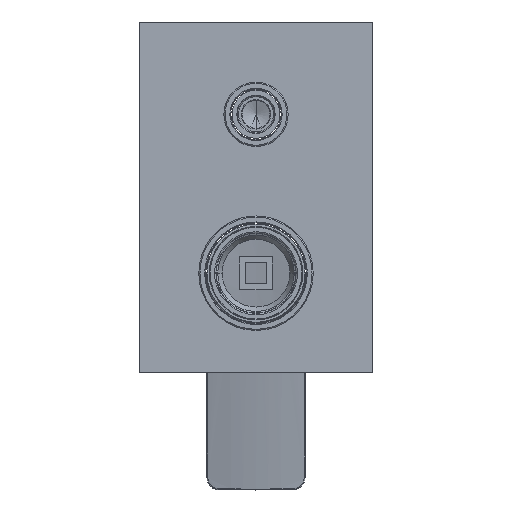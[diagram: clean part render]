
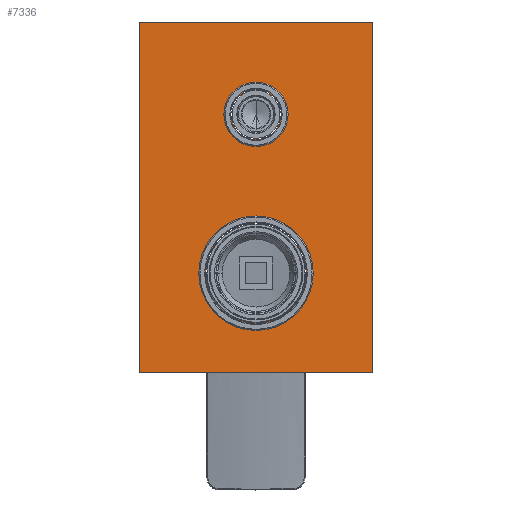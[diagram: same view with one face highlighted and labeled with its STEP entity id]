
A CAD part, front view. The second image highlights one B-rep face of the part: STEP entity #7336.
In plain terms, the highlighted face is planar.
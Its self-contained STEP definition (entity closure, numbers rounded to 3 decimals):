
#7173=CARTESIAN_POINT('',(0.,0.,0.));
#7174=DIRECTION('',(0.,0.,-1.));
#7175=DIRECTION('',(1.,0.,0.));
#7176=AXIS2_PLACEMENT_3D('',#7173,#7174,#7175);
#7178=CARTESIAN_POINT('',(0.,0.,0.));
#7179=DIRECTION('',(0.,0.,-1.));
#7180=DIRECTION('',(-1.,0.,0.));
#7181=AXIS2_PLACEMENT_3D('',#7178,#7179,#7180);
#7183=CARTESIAN_POINT('',(0.,68.,0.));
#7184=DIRECTION('',(0.,0.,-1.));
#7185=DIRECTION('',(1.,0.,0.));
#7186=AXIS2_PLACEMENT_3D('',#7183,#7184,#7185);
#7188=CARTESIAN_POINT('',(0.,68.,0.));
#7189=DIRECTION('',(0.,0.,-1.));
#7190=DIRECTION('',(-1.,0.,0.));
#7191=AXIS2_PLACEMENT_3D('',#7188,#7189,#7190);
#7193=DIRECTION('',(0.,-1.,0.));
#7194=VECTOR('',#7193,150.);
#7195=CARTESIAN_POINT('',(-50.,107.5,0.));
#7196=LINE('',#7195,#7194);
#7197=DIRECTION('',(1.,0.,0.));
#7198=VECTOR('',#7197,100.);
#7199=CARTESIAN_POINT('',(-50.,-42.5,0.));
#7200=LINE('',#7199,#7198);
#7201=DIRECTION('',(0.,1.,0.));
#7202=VECTOR('',#7201,150.);
#7203=CARTESIAN_POINT('',(50.,-42.5,0.));
#7204=LINE('',#7203,#7202);
#7205=DIRECTION('',(-1.,0.,0.));
#7206=VECTOR('',#7205,100.);
#7207=CARTESIAN_POINT('',(50.,107.5,0.));
#7208=LINE('',#7207,#7206);
#7277=CARTESIAN_POINT('',(21.5,0.,0.));
#7278=CARTESIAN_POINT('',(-21.5,0.,0.));
#7279=VERTEX_POINT('',#7277);
#7280=VERTEX_POINT('',#7278);
#7281=CARTESIAN_POINT('',(10.75,68.,0.));
#7282=CARTESIAN_POINT('',(-10.75,68.,0.));
#7283=VERTEX_POINT('',#7281);
#7284=VERTEX_POINT('',#7282);
#7285=CARTESIAN_POINT('',(-50.,107.5,0.));
#7286=CARTESIAN_POINT('',(-50.,-42.5,0.));
#7287=VERTEX_POINT('',#7285);
#7288=VERTEX_POINT('',#7286);
#7289=CARTESIAN_POINT('',(50.,-42.5,0.));
#7290=VERTEX_POINT('',#7289);
#7291=CARTESIAN_POINT('',(50.,107.5,0.));
#7292=VERTEX_POINT('',#7291);
#7309=CARTESIAN_POINT('',(0.,0.,0.));
#7310=DIRECTION('',(0.,0.,1.));
#7311=DIRECTION('',(1.,0.,0.));
#7312=AXIS2_PLACEMENT_3D('',#7309,#7310,#7311);
#7313=PLANE('',#7312);
#7315=ORIENTED_EDGE('',*,*,#7314,.T.);
#7317=ORIENTED_EDGE('',*,*,#7316,.T.);
#7319=ORIENTED_EDGE('',*,*,#7318,.T.);
#7321=ORIENTED_EDGE('',*,*,#7320,.T.);
#7322=EDGE_LOOP('',(#7315,#7317,#7319,#7321));
#7323=FACE_OUTER_BOUND('',#7322,.F.);
#7325=ORIENTED_EDGE('',*,*,#7324,.T.);
#7327=ORIENTED_EDGE('',*,*,#7326,.T.);
#7328=EDGE_LOOP('',(#7325,#7327));
#7329=FACE_BOUND('',#7328,.F.);
#7331=ORIENTED_EDGE('',*,*,#7330,.T.);
#7333=ORIENTED_EDGE('',*,*,#7332,.T.);
#7334=EDGE_LOOP('',(#7331,#7333));
#7335=FACE_BOUND('',#7334,.F.);
#7336=ADVANCED_FACE('',(#7323,#7329,#7335),#7313,.F.);
#7177=CIRCLE('',#7176,21.5);
#7182=CIRCLE('',#7181,21.5);
#7187=CIRCLE('',#7186,10.75);
#7192=CIRCLE('',#7191,10.75);
#7314=EDGE_CURVE('',#7287,#7288,#7196,.T.);
#7316=EDGE_CURVE('',#7288,#7290,#7200,.T.);
#7318=EDGE_CURVE('',#7290,#7292,#7204,.T.);
#7320=EDGE_CURVE('',#7292,#7287,#7208,.T.);
#7324=EDGE_CURVE('',#7283,#7284,#7187,.T.);
#7326=EDGE_CURVE('',#7284,#7283,#7192,.T.);
#7330=EDGE_CURVE('',#7279,#7280,#7177,.T.);
#7332=EDGE_CURVE('',#7280,#7279,#7182,.T.);
